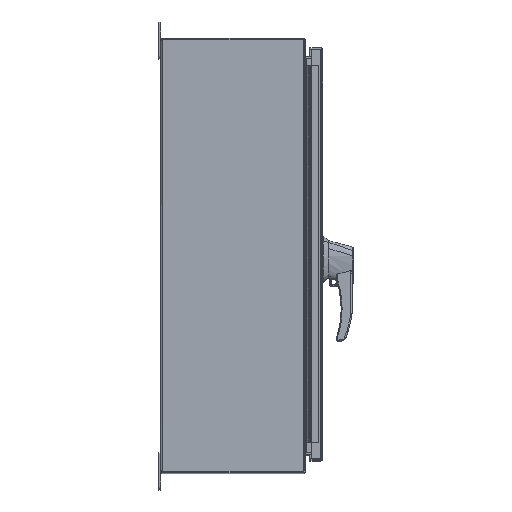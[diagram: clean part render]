
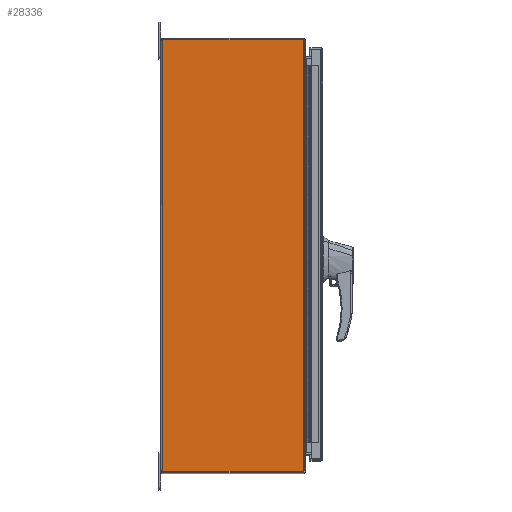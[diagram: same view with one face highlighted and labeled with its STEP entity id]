
A CAD part, top view. The second image highlights one B-rep face of the part: STEP entity #28336.
In plain terms, the highlighted face is planar.
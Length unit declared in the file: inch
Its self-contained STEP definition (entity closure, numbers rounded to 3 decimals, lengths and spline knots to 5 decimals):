
#816 = DIRECTION ( 'NONE',  ( 0., 1., 0. ) ) ;
#1906 = ORIENTED_EDGE ( 'NONE', *, *, #76627, .T. ) ;
#3807 = VERTEX_POINT ( 'NONE', #38649 ) ;
#6142 = CARTESIAN_POINT ( 'NONE',  ( -24., -0.048, -14.90489 ) ) ;
#10252 = CARTESIAN_POINT ( 'NONE',  ( -24., -9.762, 104.071 ) ) ;
#10755 = CARTESIAN_POINT ( 'NONE',  ( -24., -9.762, -14.90489 ) ) ;
#13531 = LINE ( 'NONE', #72681, #70601 ) ;
#16326 = ORIENTED_EDGE ( 'NONE', *, *, #123515, .F. ) ;
#17753 = VECTOR ( 'NONE', #33689, 39.37008 ) ;
#19724 = ORIENTED_EDGE ( 'NONE', *, *, #65612, .F. ) ;
#23745 = CARTESIAN_POINT ( 'NONE',  ( -24., 0., 104.071 ) ) ;
#28336 = ADVANCED_FACE ( 'NONE', ( #64278 ), #126077, .F. ) ;
#33689 = DIRECTION ( 'NONE',  ( 0., 0., -1. ) ) ;
#38649 = CARTESIAN_POINT ( 'NONE',  ( -24., -0.048, -14.90489 ) ) ;
#47719 = DIRECTION ( 'NONE',  ( 0., 0., 1. ) ) ;
#56975 = LINE ( 'NONE', #10252, #17753 ) ;
#59054 = EDGE_CURVE ( 'NONE', #123220, #94192, #13531, .T. ) ;
#64278 = FACE_OUTER_BOUND ( 'NONE', #65623, .T. ) ;
#65612 = EDGE_CURVE ( 'NONE', #3807, #123220, #112766, .T. ) ;
#65623 = EDGE_LOOP ( 'NONE', ( #16326, #96517, #19724, #1906 ) ) ;
#66165 = VECTOR ( 'NONE', #101936, 39.37008 ) ;
#70601 = VECTOR ( 'NONE', #121231, 39.37008 ) ;
#72681 = CARTESIAN_POINT ( 'NONE',  ( -24., -0.048, 14.90489 ) ) ;
#76627 = EDGE_CURVE ( 'NONE', #3807, #118833, #90989, .T. ) ;
#90989 = LINE ( 'NONE', #6142, #66165 ) ;
#94192 = VERTEX_POINT ( 'NONE', #114272 ) ;
#94963 = CARTESIAN_POINT ( 'NONE',  ( -24., -0.048, 14.90489 ) ) ;
#96517 = ORIENTED_EDGE ( 'NONE', *, *, #59054, .F. ) ;
#101936 = DIRECTION ( 'NONE',  ( 0., -1., 0. ) ) ;
#104769 = CARTESIAN_POINT ( 'NONE',  ( -24., -0.048, 14.857 ) ) ;
#108619 = AXIS2_PLACEMENT_3D ( 'NONE', #23745, #138388, #816 ) ;
#112766 = LINE ( 'NONE', #104769, #123464 ) ;
#114272 = CARTESIAN_POINT ( 'NONE',  ( -24., -9.762, 14.90489 ) ) ;
#118833 = VERTEX_POINT ( 'NONE', #10755 ) ;
#121231 = DIRECTION ( 'NONE',  ( 0., -1., 0. ) ) ;
#123220 = VERTEX_POINT ( 'NONE', #94963 ) ;
#123464 = VECTOR ( 'NONE', #47719, 39.37008 ) ;
#123515 = EDGE_CURVE ( 'NONE', #94192, #118833, #56975, .T. ) ;
#126077 = PLANE ( 'NONE',  #108619 ) ;
#138388 = DIRECTION ( 'NONE',  ( 1., 0., 0. ) ) ;
